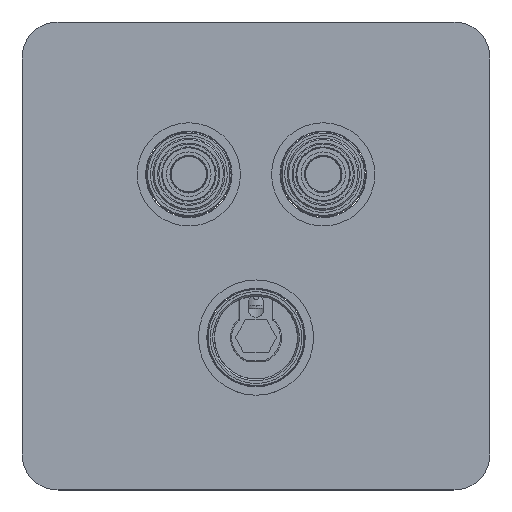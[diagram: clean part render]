
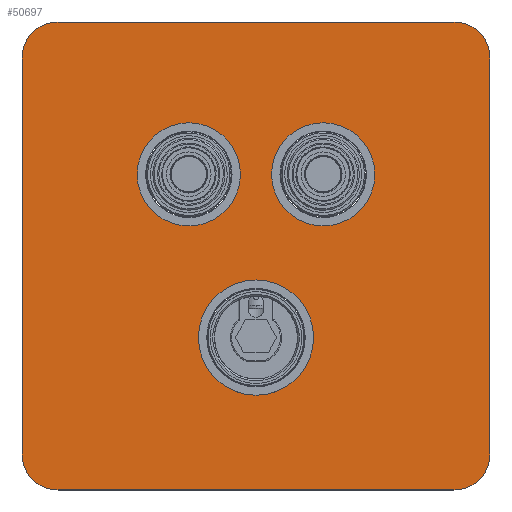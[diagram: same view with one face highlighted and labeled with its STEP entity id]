
A CAD part, front view. The second image highlights one B-rep face of the part: STEP entity #50697.
In plain terms, the highlighted planar face has unit normal (0, -1, 0.001).
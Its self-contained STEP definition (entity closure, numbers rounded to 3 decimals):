
#1656 = ORIENTED_EDGE ( 'NONE', *, *, #52474, .T. ) ;
#2219 = CARTESIAN_POINT ( 'NONE',  ( -49.5, 63.451, 33.908 ) ) ;
#2691 = CARTESIAN_POINT ( 'NONE',  ( -97.5, 63.282, -82.592 ) ) ;
#3143 = CARTESIAN_POINT ( 'NONE',  ( -82.5, 63.542, 97.408 ) ) ;
#4116 = CARTESIAN_POINT ( 'NONE',  ( 97.5, 63.282, -82.592 ) ) ;
#5836 = DIRECTION ( 'NONE',  ( 0., -0.001, -1. ) ) ;
#6159 = EDGE_CURVE ( 'NONE', #40457, #83486, #63050, .T. ) ;
#8180 = EDGE_CURVE ( 'NONE', #49990, #40457, #29885, .T. ) ;
#8193 = DIRECTION ( 'NONE',  ( -1., 0., 0. ) ) ;
#9501 = DIRECTION ( 'NONE',  ( 1., 0., 0. ) ) ;
#10040 = EDGE_CURVE ( 'NONE', #30171, #52707, #49809, .T. ) ;
#10982 = CARTESIAN_POINT ( 'NONE',  ( -97.5, 63.521, 82.408 ) ) ;
#11727 = VERTEX_POINT ( 'NONE', #15584 ) ;
#12289 = AXIS2_PLACEMENT_3D ( 'NONE', #52801, #27635, #33200 ) ;
#12836 = ORIENTED_EDGE ( 'NONE', *, *, #25980, .T. ) ;
#13095 = DIRECTION ( 'NONE',  ( 0., -1., 0.001 ) ) ;
#14505 = CARTESIAN_POINT ( 'NONE',  ( -24., 63.352, -34.092 ) ) ;
#14794 = ORIENTED_EDGE ( 'NONE', *, *, #49358, .F. ) ;
#15140 = CIRCLE ( 'NONE', #62816, 24. ) ;
#15568 = DIRECTION ( 'NONE',  ( 0., -1., 0.001 ) ) ;
#15584 = CARTESIAN_POINT ( 'NONE',  ( 6.5, 63.451, 33.908 ) ) ;
#17979 = CARTESIAN_POINT ( 'NONE',  ( -82.5, 63.521, 82.408 ) ) ;
#18028 = VERTEX_POINT ( 'NONE', #69174 ) ;
#20426 = CIRCLE ( 'NONE', #51708, 21.5 ) ;
#20972 = ORIENTED_EDGE ( 'NONE', *, *, #10040, .F. ) ;
#21114 = CARTESIAN_POINT ( 'NONE',  ( 97.5, 63.521, 82.408 ) ) ;
#21392 = FACE_BOUND ( 'NONE', #47572, .T. ) ;
#21443 = VERTEX_POINT ( 'NONE', #52687 ) ;
#23709 = AXIS2_PLACEMENT_3D ( 'NONE', #53371, #26542, #8193 ) ;
#25110 = EDGE_CURVE ( 'NONE', #83486, #71605, #48215, .T. ) ;
#25376 = CARTESIAN_POINT ( 'NONE',  ( -82.5, 63.542, 97.408 ) ) ;
#25980 = EDGE_CURVE ( 'NONE', #21443, #57348, #50201, .T. ) ;
#26542 = DIRECTION ( 'NONE',  ( 0., -1., 0.001 ) ) ;
#27635 = DIRECTION ( 'NONE',  ( 0., -1., 0.001 ) ) ;
#27788 = FACE_BOUND ( 'NONE', #60491, .T. ) ;
#27972 = DIRECTION ( 'NONE',  ( 1., 0., 0. ) ) ;
#28298 = CARTESIAN_POINT ( 'NONE',  ( -82.5, 63.26, -97.592 ) ) ;
#28411 = DIRECTION ( 'NONE',  ( 0., -1., 0.001 ) ) ;
#28722 = LINE ( 'NONE', #28298, #64340 ) ;
#29359 = AXIS2_PLACEMENT_3D ( 'NONE', #60520, #48961, #60933 ) ;
#29885 = CIRCLE ( 'NONE', #61197, 15. ) ;
#29888 = CARTESIAN_POINT ( 'NONE',  ( 24., 63.352, -34.092 ) ) ;
#29946 = ORIENTED_EDGE ( 'NONE', *, *, #67393, .F. ) ;
#30171 = VERTEX_POINT ( 'NONE', #14505 ) ;
#30987 = EDGE_CURVE ( 'NONE', #76775, #61203, #20426, .T. ) ;
#31101 = VECTOR ( 'NONE', #64300, 1000. ) ;
#32866 = CARTESIAN_POINT ( 'NONE',  ( 82.5, 63.26, -97.592 ) ) ;
#32938 = FACE_OUTER_BOUND ( 'NONE', #61259, .T. ) ;
#33200 = DIRECTION ( 'NONE',  ( -1., 0., 0. ) ) ;
#33207 = CIRCLE ( 'NONE', #46851, 21.5 ) ;
#33232 = CARTESIAN_POINT ( 'NONE',  ( -28., 63.451, 33.908 ) ) ;
#34762 = DIRECTION ( 'NONE',  ( -1., 0., 0. ) ) ;
#36411 = ORIENTED_EDGE ( 'NONE', *, *, #25110, .F. ) ;
#36786 = DIRECTION ( 'NONE',  ( -1., 0., 0. ) ) ;
#36895 = EDGE_CURVE ( 'NONE', #21443, #53891, #38074, .T. ) ;
#37583 = DIRECTION ( 'NONE',  ( 1., 0., 0. ) ) ;
#38074 = CIRCLE ( 'NONE', #39430, 15. ) ;
#38508 = ORIENTED_EDGE ( 'NONE', *, *, #30987, .F. ) ;
#38905 = DIRECTION ( 'NONE',  ( 0., -1., 0.001 ) ) ;
#39430 = AXIS2_PLACEMENT_3D ( 'NONE', #17979, #43973, #37583 ) ;
#40180 = PLANE ( 'NONE',  #58859 ) ;
#40457 = VERTEX_POINT ( 'NONE', #21114 ) ;
#42531 = CIRCLE ( 'NONE', #83400, 21.5 ) ;
#43482 = CARTESIAN_POINT ( 'NONE',  ( 49.5, 63.451, 33.908 ) ) ;
#43631 = CIRCLE ( 'NONE', #12289, 21.5 ) ;
#43973 = DIRECTION ( 'NONE',  ( 0., 1., -0.001 ) ) ;
#46851 = AXIS2_PLACEMENT_3D ( 'NONE', #68077, #28411, #66407 ) ;
#47412 = CARTESIAN_POINT ( 'NONE',  ( -82.5, 63.282, -82.592 ) ) ;
#47572 = EDGE_LOOP ( 'NONE', ( #51333, #78512 ) ) ;
#48215 = CIRCLE ( 'NONE', #60466, 15. ) ;
#48315 = CARTESIAN_POINT ( 'NONE',  ( 82.5, 63.521, 82.408 ) ) ;
#48427 = CARTESIAN_POINT ( 'NONE',  ( 82.5, 63.282, -82.592 ) ) ;
#48961 = DIRECTION ( 'NONE',  ( 0., -1., 0.001 ) ) ;
#49252 = EDGE_CURVE ( 'NONE', #18028, #71605, #28722, .T. ) ;
#49358 = EDGE_CURVE ( 'NONE', #61203, #76775, #42531, .T. ) ;
#49788 = EDGE_CURVE ( 'NONE', #52707, #30171, #15140, .T. ) ;
#49809 = CIRCLE ( 'NONE', #29359, 24. ) ;
#49990 = VERTEX_POINT ( 'NONE', #55679 ) ;
#50201 = LINE ( 'NONE', #10982, #63894 ) ;
#50697 = ADVANCED_FACE ( 'NONE', ( #27788, #21392, #52124, #32938 ), #40180, .T. ) ;
#51333 = ORIENTED_EDGE ( 'NONE', *, *, #52274, .F. ) ;
#51383 = DIRECTION ( 'NONE',  ( 1., 0., 0. ) ) ;
#51708 = AXIS2_PLACEMENT_3D ( 'NONE', #72765, #15568, #34762 ) ;
#52124 = FACE_BOUND ( 'NONE', #57242, .T. ) ;
#52274 = EDGE_CURVE ( 'NONE', #11727, #57743, #33207, .T. ) ;
#52474 = EDGE_CURVE ( 'NONE', #57348, #18028, #60498, .T. ) ;
#52687 = CARTESIAN_POINT ( 'NONE',  ( -97.5, 63.521, 82.408 ) ) ;
#52707 = VERTEX_POINT ( 'NONE', #29888 ) ;
#52801 = CARTESIAN_POINT ( 'NONE',  ( 28., 63.451, 33.908 ) ) ;
#53371 = CARTESIAN_POINT ( 'NONE',  ( -82.5, 63.282, -82.592 ) ) ;
#53891 = VERTEX_POINT ( 'NONE', #3143 ) ;
#55679 = CARTESIAN_POINT ( 'NONE',  ( 82.5, 63.542, 97.408 ) ) ;
#57242 = EDGE_LOOP ( 'NONE', ( #20972, #64281 ) ) ;
#57348 = VERTEX_POINT ( 'NONE', #2691 ) ;
#57743 = VERTEX_POINT ( 'NONE', #43482 ) ;
#57786 = LINE ( 'NONE', #25376, #80575 ) ;
#58859 = AXIS2_PLACEMENT_3D ( 'NONE', #47412, #38905, #78591 ) ;
#60466 = AXIS2_PLACEMENT_3D ( 'NONE', #48427, #73207, #27972 ) ;
#60491 = EDGE_LOOP ( 'NONE', ( #14794, #38508 ) ) ;
#60498 = CIRCLE ( 'NONE', #23709, 15. ) ;
#60520 = CARTESIAN_POINT ( 'NONE',  ( 0., 63.352, -34.092 ) ) ;
#60933 = DIRECTION ( 'NONE',  ( -1., 0., 0. ) ) ;
#61197 = AXIS2_PLACEMENT_3D ( 'NONE', #48315, #74350, #9501 ) ;
#61203 = VERTEX_POINT ( 'NONE', #2219 ) ;
#61259 = EDGE_LOOP ( 'NONE', ( #1656, #79884, #36411, #76875, #65409, #29946, #74986, #12836 ) ) ;
#62816 = AXIS2_PLACEMENT_3D ( 'NONE', #71547, #13095, #76687 ) ;
#63050 = LINE ( 'NONE', #83936, #31101 ) ;
#63894 = VECTOR ( 'NONE', #5836, 1000. ) ;
#64281 = ORIENTED_EDGE ( 'NONE', *, *, #49788, .F. ) ;
#64300 = DIRECTION ( 'NONE',  ( 0., -0.001, -1. ) ) ;
#64340 = VECTOR ( 'NONE', #68802, 1000. ) ;
#65409 = ORIENTED_EDGE ( 'NONE', *, *, #8180, .F. ) ;
#66407 = DIRECTION ( 'NONE',  ( -1., 0., 0. ) ) ;
#67393 = EDGE_CURVE ( 'NONE', #53891, #49990, #57786, .T. ) ;
#68077 = CARTESIAN_POINT ( 'NONE',  ( 28., 63.451, 33.908 ) ) ;
#68802 = DIRECTION ( 'NONE',  ( 1., 0., 0. ) ) ;
#69174 = CARTESIAN_POINT ( 'NONE',  ( -82.5, 63.26, -97.592 ) ) ;
#71547 = CARTESIAN_POINT ( 'NONE',  ( 0., 63.352, -34.092 ) ) ;
#71605 = VERTEX_POINT ( 'NONE', #32866 ) ;
#72765 = CARTESIAN_POINT ( 'NONE',  ( -28., 63.451, 33.908 ) ) ;
#73207 = DIRECTION ( 'NONE',  ( 0., 1., -0.001 ) ) ;
#73238 = EDGE_CURVE ( 'NONE', #57743, #11727, #43631, .T. ) ;
#73965 = CARTESIAN_POINT ( 'NONE',  ( -6.5, 63.451, 33.908 ) ) ;
#74350 = DIRECTION ( 'NONE',  ( 0., 1., -0.001 ) ) ;
#74986 = ORIENTED_EDGE ( 'NONE', *, *, #36895, .F. ) ;
#76687 = DIRECTION ( 'NONE',  ( -1., 0., 0. ) ) ;
#76775 = VERTEX_POINT ( 'NONE', #73965 ) ;
#76875 = ORIENTED_EDGE ( 'NONE', *, *, #6159, .F. ) ;
#78512 = ORIENTED_EDGE ( 'NONE', *, *, #73238, .F. ) ;
#78591 = DIRECTION ( 'NONE',  ( -1., 0., 0. ) ) ;
#79884 = ORIENTED_EDGE ( 'NONE', *, *, #49252, .T. ) ;
#80575 = VECTOR ( 'NONE', #51383, 1000. ) ;
#82027 = DIRECTION ( 'NONE',  ( 0., -1., 0.001 ) ) ;
#83400 = AXIS2_PLACEMENT_3D ( 'NONE', #33232, #82027, #36786 ) ;
#83486 = VERTEX_POINT ( 'NONE', #4116 ) ;
#83936 = CARTESIAN_POINT ( 'NONE',  ( 97.5, 63.521, 82.408 ) ) ;
